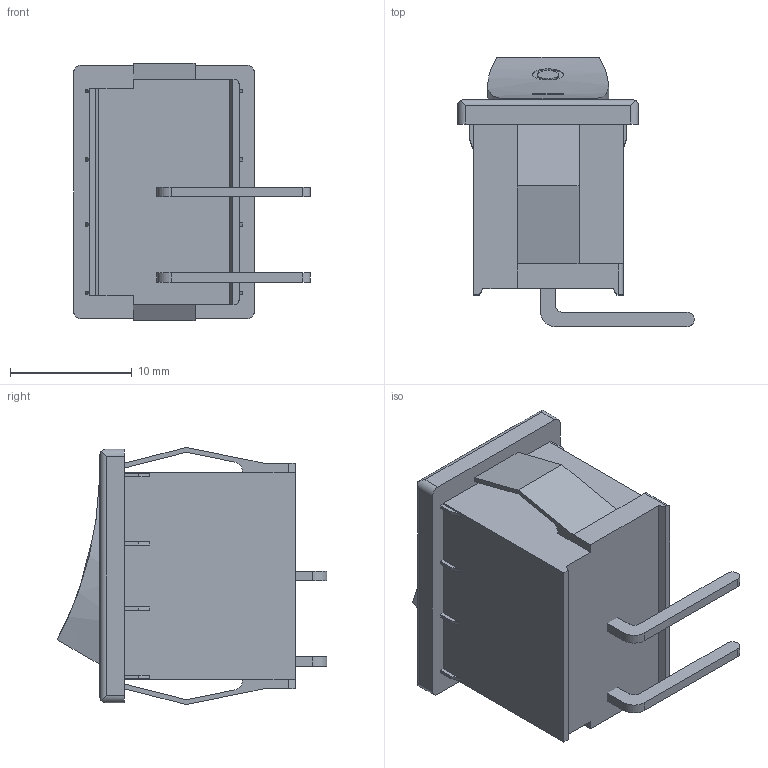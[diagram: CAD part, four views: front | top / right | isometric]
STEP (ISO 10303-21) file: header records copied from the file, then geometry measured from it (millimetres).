
FILE_DESCRIPTION(/* description */ ('STEP AP214'),/* implementation_level */ '2;1');
FILE_NAME(/* name */ 'CWSA11AAN1H',/* time_stamp */ '2024-01-04T13:59:58+01:00',/* author */ ('License CC BY-ND 4.0'),/* organization */ ('CADENAS'),/* preprocessor_version */ 'ST-DEVELOPER v19.3',/* originating_system */ 'PARTsolutions',/* authorisation */ ' ');
FILE_SCHEMA (('AUTOMOTIVE_DESIGN {1 0 10303 214 3 1 1}'));
Length unit declared in the file: inch
Products named in the file (4): CWSA11AAN1H; CWSA1H-terminals; CWSA1-rocker; CWSAH-body
Assembly tree (3 placements, depth 2):
  CWSA11AAN1H
    CWSA1H-terminals
    CWSA1-rocker
    CWSAH-body
Bounding box: 19.39 x 22.11 x 21.08 mm (x, y, z)
Volume: 3745 mm3; surface area: 2649.2 mm2
Topology: 3 solids, 3 shells, 123 faces, 336 edges, 224 vertices
Faces by surface type: plane 97, cylinder 26
Full cylindrical faces by diameter (mm): 1.778 x1, 2.54 x1
Entity records: 4081 total; most frequent: CARTESIAN_POINT 735, ORIENTED_EDGE 664, DIRECTION 618, EDGE_CURVE 332, LINE 276, VECTOR 276, VERTEX_POINT 222, AXIS2_PLACEMENT_3D 171
